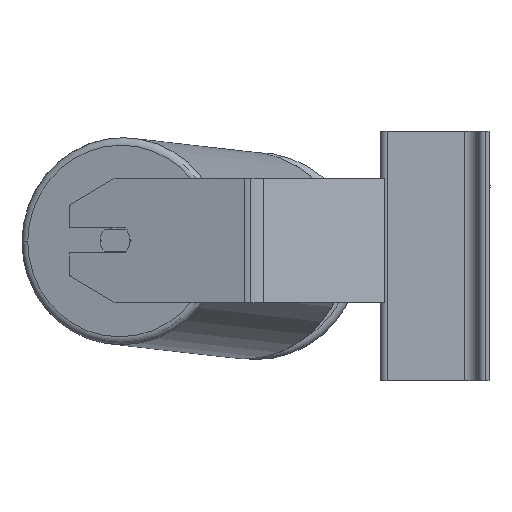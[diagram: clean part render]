
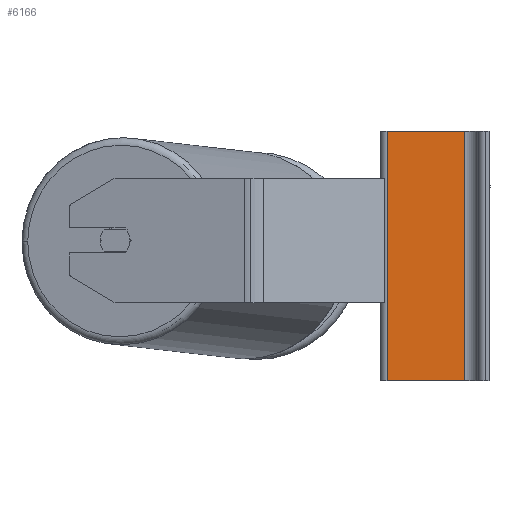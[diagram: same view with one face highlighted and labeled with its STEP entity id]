
A CAD part, left-side view. The second image highlights one B-rep face of the part: STEP entity #6166.
In plain terms, the highlighted planar face has unit normal (-1, 0, 0).
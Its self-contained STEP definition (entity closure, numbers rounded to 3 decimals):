
#662 = DIRECTION ( 'NONE',  ( 0., 0., -1. ) ) ;
#717 = DIRECTION ( 'NONE',  ( 1., 0., 0. ) ) ;
#966 = VERTEX_POINT ( 'NONE', #10433 ) ;
#1273 = VECTOR ( 'NONE', #8386, 1000. ) ;
#1280 = ORIENTED_EDGE ( 'NONE', *, *, #5866, .T. ) ;
#1585 = CARTESIAN_POINT ( 'NONE',  ( -487., 13.5, 80. ) ) ;
#1916 = DIRECTION ( 'NONE',  ( 0., -1., 0. ) ) ;
#1932 = LINE ( 'NONE', #8282, #1273 ) ;
#1986 = CARTESIAN_POINT ( 'NONE',  ( -487., 13.5, -80. ) ) ;
#2260 = EDGE_CURVE ( 'NONE', #3859, #2861, #1932, .T. ) ;
#2691 = EDGE_CURVE ( 'NONE', #8944, #966, #3743, .T. ) ;
#2861 = VERTEX_POINT ( 'NONE', #6491 ) ;
#3052 = CARTESIAN_POINT ( 'NONE',  ( -487., -36., 80. ) ) ;
#3083 = ORIENTED_EDGE ( 'NONE', *, *, #2260, .F. ) ;
#3368 = DIRECTION ( 'NONE',  ( 0., 1., 0. ) ) ;
#3743 = LINE ( 'NONE', #4595, #5398 ) ;
#3775 = ORIENTED_EDGE ( 'NONE', *, *, #2691, .T. ) ;
#3859 = VERTEX_POINT ( 'NONE', #10354 ) ;
#4595 = CARTESIAN_POINT ( 'NONE',  ( -487., 13.5, -80. ) ) ;
#4600 = LINE ( 'NONE', #3052, #5661 ) ;
#5398 = VECTOR ( 'NONE', #1916, 1000. ) ;
#5527 = LINE ( 'NONE', #9559, #9062 ) ;
#5661 = VECTOR ( 'NONE', #662, 1000. ) ;
#5866 = EDGE_CURVE ( 'NONE', #3859, #8944, #5527, .T. ) ;
#6100 = EDGE_CURVE ( 'NONE', #2861, #966, #4600, .T. ) ;
#6166 = ADVANCED_FACE ( 'NONE', ( #9008 ), #8155, .F. ) ;
#6491 = CARTESIAN_POINT ( 'NONE',  ( -487., -36., 80. ) ) ;
#6538 = EDGE_LOOP ( 'NONE', ( #3775, #9960, #3083, #1280 ) ) ;
#7898 = AXIS2_PLACEMENT_3D ( 'NONE', #1585, #717, #3368 ) ;
#8155 = PLANE ( 'NONE',  #7898 ) ;
#8282 = CARTESIAN_POINT ( 'NONE',  ( -487., 13.5, 80. ) ) ;
#8386 = DIRECTION ( 'NONE',  ( 0., -1., 0. ) ) ;
#8944 = VERTEX_POINT ( 'NONE', #1986 ) ;
#9008 = FACE_OUTER_BOUND ( 'NONE', #6538, .T. ) ;
#9062 = VECTOR ( 'NONE', #9667, 1000. ) ;
#9559 = CARTESIAN_POINT ( 'NONE',  ( -487., 13.5, 80. ) ) ;
#9667 = DIRECTION ( 'NONE',  ( 0., 0., -1. ) ) ;
#9960 = ORIENTED_EDGE ( 'NONE', *, *, #6100, .F. ) ;
#10354 = CARTESIAN_POINT ( 'NONE',  ( -487., 13.5, 80. ) ) ;
#10433 = CARTESIAN_POINT ( 'NONE',  ( -487., -36., -80. ) ) ;
